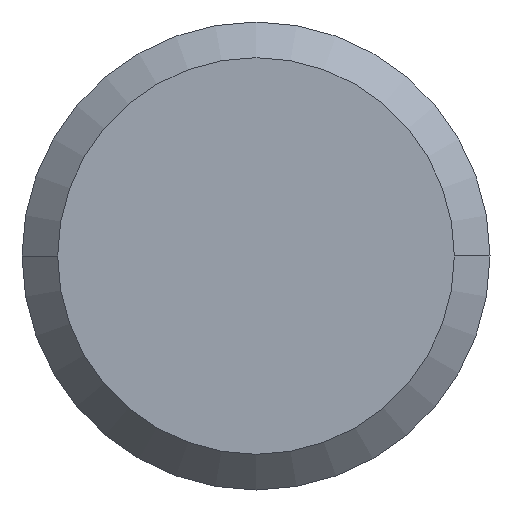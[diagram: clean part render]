
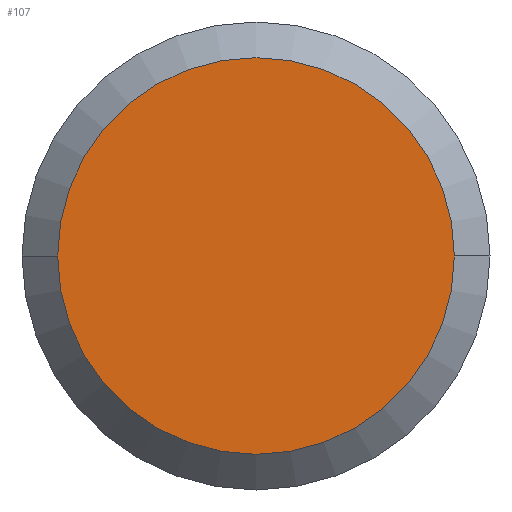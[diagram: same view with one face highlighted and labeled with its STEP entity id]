
A CAD part, left-side view. The second image highlights one B-rep face of the part: STEP entity #107.
In plain terms, the highlighted planar face has unit normal (-1, 0, 0).
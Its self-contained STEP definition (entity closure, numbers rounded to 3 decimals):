
#8 = EDGE_LOOP ( 'NONE', ( #401, #212 ) ) ;
#11 = CIRCLE ( 'NONE', #252, 4.238 ) ;
#68 = PLANE ( 'NONE',  #352 ) ;
#88 = AXIS2_PLACEMENT_3D ( 'NONE', #135, #167, #364 ) ;
#107 = ADVANCED_FACE ( 'NONE', ( #301 ), #68, .T. ) ;
#135 = CARTESIAN_POINT ( 'NONE',  ( 0., 0., 0. ) ) ;
#137 = DIRECTION ( 'NONE',  ( 0., 1., 0. ) ) ;
#142 = VERTEX_POINT ( 'NONE', #293 ) ;
#162 = EDGE_CURVE ( 'NONE', #142, #298, #331, .T. ) ;
#167 = DIRECTION ( 'NONE',  ( 1., 0., 0. ) ) ;
#198 = DIRECTION ( 'NONE',  ( 0., -1., 0. ) ) ;
#204 = CARTESIAN_POINT ( 'NONE',  ( 0., 0., 0. ) ) ;
#212 = ORIENTED_EDGE ( 'NONE', *, *, #162, .F. ) ;
#227 = CARTESIAN_POINT ( 'NONE',  ( 0., 0., 0. ) ) ;
#252 = AXIS2_PLACEMENT_3D ( 'NONE', #204, #308, #137 ) ;
#293 = CARTESIAN_POINT ( 'NONE',  ( 0., -4.238, 0. ) ) ;
#298 = VERTEX_POINT ( 'NONE', #305 ) ;
#301 = FACE_OUTER_BOUND ( 'NONE', #8, .T. ) ;
#305 = CARTESIAN_POINT ( 'NONE',  ( 0., 4.238, 0. ) ) ;
#308 = DIRECTION ( 'NONE',  ( 1., 0., 0. ) ) ;
#320 = EDGE_CURVE ( 'NONE', #298, #142, #11, .T. ) ;
#330 = DIRECTION ( 'NONE',  ( -1., 0., 0. ) ) ;
#331 = CIRCLE ( 'NONE', #88, 4.238 ) ;
#352 = AXIS2_PLACEMENT_3D ( 'NONE', #227, #330, #198 ) ;
#364 = DIRECTION ( 'NONE',  ( 0., 1., 0. ) ) ;
#401 = ORIENTED_EDGE ( 'NONE', *, *, #320, .F. ) ;
